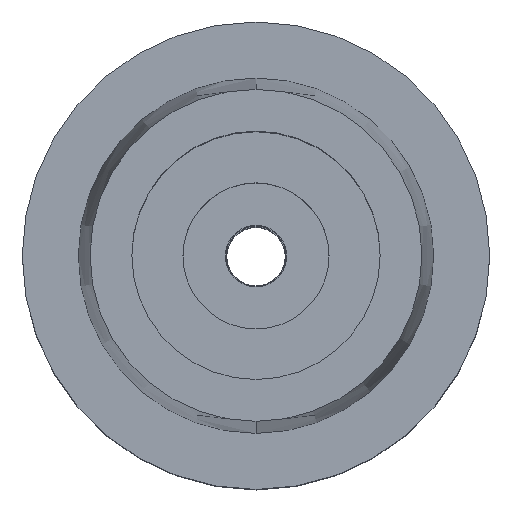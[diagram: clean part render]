
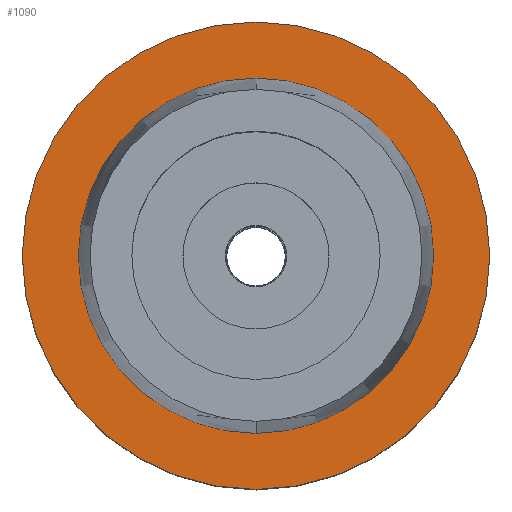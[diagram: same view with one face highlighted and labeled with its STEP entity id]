
A CAD part, top view. The second image highlights one B-rep face of the part: STEP entity #1090.
In plain terms, the highlighted planar face has unit normal (0, 0, 1).
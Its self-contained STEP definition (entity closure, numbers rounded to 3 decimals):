
#105=CARTESIAN_POINT('',(0.,0.,0.));
#106=DIRECTION('',(0.,0.,-1.));
#107=DIRECTION('',(0.,-1.,0.));
#108=AXIS2_PLACEMENT_3D('',#105,#106,#107);
#113=CARTESIAN_POINT('',(0.,0.,0.));
#114=DIRECTION('',(0.,0.,-1.));
#115=DIRECTION('',(0.,1.,0.));
#116=AXIS2_PLACEMENT_3D('',#113,#114,#115);
#121=CARTESIAN_POINT('',(0.,0.,0.));
#122=DIRECTION('',(0.,0.,1.));
#123=DIRECTION('',(0.,-1.,0.));
#124=AXIS2_PLACEMENT_3D('',#121,#122,#123);
#129=CARTESIAN_POINT('',(0.,0.,0.));
#130=DIRECTION('',(0.,0.,1.));
#131=DIRECTION('',(0.,1.,0.));
#132=AXIS2_PLACEMENT_3D('',#129,#130,#131);
#881=CARTESIAN_POINT('',(0.,12.16,0.));
#882=VERTEX_POINT('',#881);
#883=CARTESIAN_POINT('',(0.,-12.16,0.));
#884=VERTEX_POINT('',#883);
#885=CARTESIAN_POINT('',(0.,-16.,0.));
#886=CARTESIAN_POINT('',(0.,16.,0.));
#887=VERTEX_POINT('',#885);
#888=VERTEX_POINT('',#886);
#1075=CARTESIAN_POINT('',(0.,0.,0.));
#1076=DIRECTION('',(0.,0.,1.));
#1077=DIRECTION('',(0.,1.,0.));
#1078=AXIS2_PLACEMENT_3D('',#1075,#1076,#1077);
#1079=PLANE('',#1078);
#1081=ORIENTED_EDGE('',*,*,#1080,.T.);
#1083=ORIENTED_EDGE('',*,*,#1082,.T.);
#1084=EDGE_LOOP('',(#1081,#1083));
#1085=FACE_OUTER_BOUND('',#1084,.F.);
#1086=ORIENTED_EDGE('',*,*,#1068,.T.);
#1087=ORIENTED_EDGE('',*,*,#1057,.T.);
#1088=EDGE_LOOP('',(#1086,#1087));
#1089=FACE_BOUND('',#1088,.F.);
#109=CIRCLE('',#108,16.);
#117=CIRCLE('',#116,16.);
#125=CIRCLE('',#124,12.16);
#133=CIRCLE('',#132,12.16);
#1057=EDGE_CURVE('',#882,#884,#133,.T.);
#1068=EDGE_CURVE('',#884,#882,#125,.T.);
#1080=EDGE_CURVE('',#887,#888,#109,.T.);
#1082=EDGE_CURVE('',#888,#887,#117,.T.);
#1090=ADVANCED_FACE('',(#1085,#1089),#1079,.T.);
